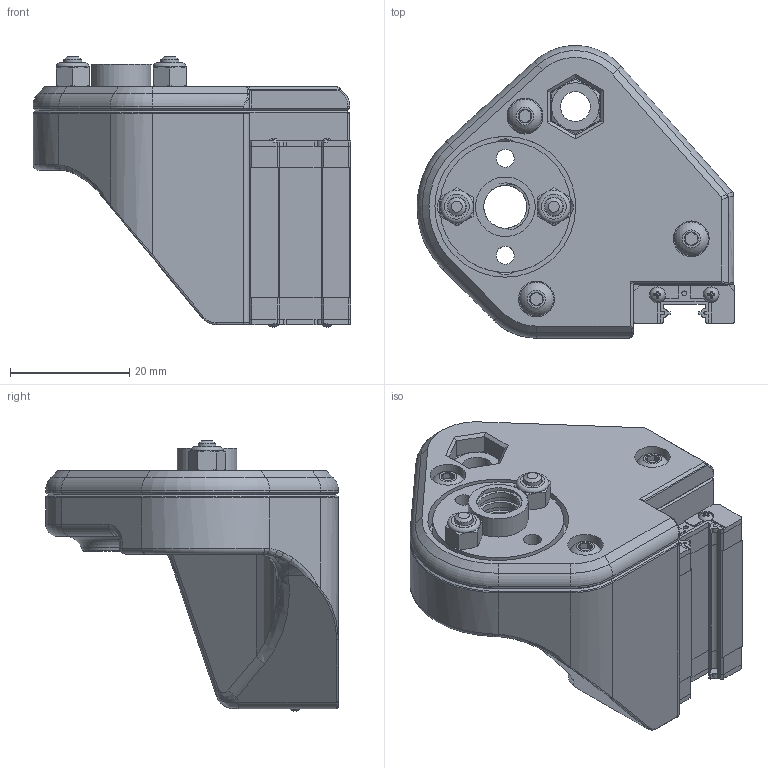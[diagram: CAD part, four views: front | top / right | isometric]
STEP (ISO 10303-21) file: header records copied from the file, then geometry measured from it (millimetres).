
FILE_DESCRIPTION(/* description */ (''),/* implementation_level */ '2;1');
FILE_NAME(/* name */ 'Z_Carriage_Left.step',/* time_stamp */ '2022-02-14T20:05:40-05:00',/* author */ (''),/* organization */ (''),/* preprocessor_version */ 'ST-DEVELOPER v18.1',/* originating_system */ 'Autodesk Translation Framework v10.13.0.1454',/* authorisation */ '');
FILE_SCHEMA (('AUTOMOTIVE_DESIGN { 1 0 10303 214 3 1 1 }'));
Products named in the file (15): Z_Carriage_Left; M3x12 SHCS (19); M3x12 SHCS (8); M3 Locknut (5); M3 Locknut (3); Leadscrew Nut (1); M3x6 BHCS (5); M3x6 BHCS (7); M3x6 BHCS (6); M5 Hex Nut (4); MGN7-H-1; M2x6 BHCS; [a]_z_carriage_left; z_carriage_left_1; M3 Heatset
Assembly tree (19 placements, depth 2):
  Z_Carriage_Left
    M3x12 SHCS (19)
    M3x12 SHCS (8)
    M3 Locknut (5)
    M3 Locknut (3)
    Leadscrew Nut (1)
    M3x6 BHCS (5)
    M3x6 BHCS (7)
    M3x6 BHCS (6)
    M5 Hex Nut (4)
    MGN7-H-1
    M2x6 BHCS  x4
    [a]_z_carriage_left
    z_carriage_left_1
    M3 Heatset  x3
Bounding box: 53.3 x 49.03 x 45.31 mm (x, y, z)
Volume: 36184.5 mm3; surface area: 18673.3 mm2
Topology: 29 solids, 29 shells, 1597 faces, 4157 edges, 2655 vertices
Faces by surface type: bspline 495, plane 483, cylinder 418, cone 150, torus 39, sphere 12
Full cylindrical faces by diameter (mm): 0.8 x4, 2 x12, 2.35 x2, 2.659 x4, 2.9 x1, 3 x14, 3.259 x2, 3.5 x2, 3.8 x4, 4.2 x2, 4.7 x3, 5 x1, 5.05 x3, 5.16 x3, 5.4 x1, 5.5 x2, 5.56 x3, 5.7 x3, 6 x3, 7.211 x5, 8 x5, 10 x2, 22 x1, 23.6 x1
Entity records: 43354 total; most frequent: CARTESIAN_POINT 17864, ORIENTED_EDGE 5378, DIRECTION 5165, EDGE_CURVE 2689, AXIS2_PLACEMENT_3D 1923, VERTEX_POINT 1695, LINE 1319, VECTOR 1319
